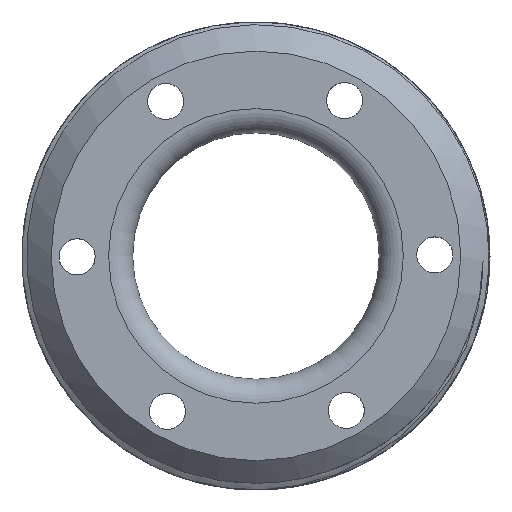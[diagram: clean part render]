
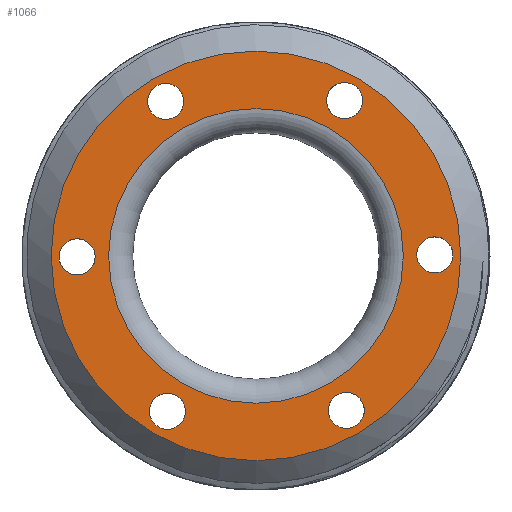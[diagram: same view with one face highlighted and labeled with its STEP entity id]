
A CAD part, top view. The second image highlights one B-rep face of the part: STEP entity #1066.
In plain terms, the highlighted planar face has unit normal (0, 0, 1).
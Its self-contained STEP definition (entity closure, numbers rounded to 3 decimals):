
#21=FACE_BOUND('',#146,.T.);
#22=FACE_BOUND('',#147,.T.);
#23=FACE_BOUND('',#148,.T.);
#24=FACE_BOUND('',#149,.T.);
#25=FACE_BOUND('',#150,.T.);
#26=FACE_BOUND('',#151,.T.);
#27=FACE_BOUND('',#152,.T.);
#35=PLANE('',#1186);
#90=FACE_OUTER_BOUND('',#145,.T.);
#145=EDGE_LOOP('',(#932));
#146=EDGE_LOOP('',(#933));
#147=EDGE_LOOP('',(#934));
#148=EDGE_LOOP('',(#935));
#149=EDGE_LOOP('',(#936));
#150=EDGE_LOOP('',(#937));
#151=EDGE_LOOP('',(#938));
#152=EDGE_LOOP('',(#939));
#195=CIRCLE('',#1158,3.);
#198=CIRCLE('',#1163,3.);
#199=CIRCLE('',#1165,3.);
#200=CIRCLE('',#1167,3.);
#201=CIRCLE('',#1169,3.);
#202=CIRCLE('',#1171,3.);
#203=CIRCLE('',#1173,34.058);
#210=CIRCLE('',#1184,24.5);
#448=VERTEX_POINT('',#3355);
#456=VERTEX_POINT('',#3471);
#457=VERTEX_POINT('',#3475);
#458=VERTEX_POINT('',#3479);
#459=VERTEX_POINT('',#3483);
#460=VERTEX_POINT('',#3487);
#461=VERTEX_POINT('',#3491);
#470=VERTEX_POINT('',#5004);
#593=EDGE_CURVE('',#448,#448,#195,.T.);
#609=EDGE_CURVE('',#456,#456,#198,.T.);
#611=EDGE_CURVE('',#457,#457,#199,.T.);
#613=EDGE_CURVE('',#458,#458,#200,.T.);
#615=EDGE_CURVE('',#459,#459,#201,.T.);
#617=EDGE_CURVE('',#460,#460,#202,.T.);
#618=EDGE_CURVE('',#461,#461,#203,.T.);
#636=EDGE_CURVE('',#470,#470,#210,.T.);
#932=ORIENTED_EDGE('',*,*,#618,.T.);
#933=ORIENTED_EDGE('',*,*,#593,.T.);
#934=ORIENTED_EDGE('',*,*,#609,.T.);
#935=ORIENTED_EDGE('',*,*,#611,.T.);
#936=ORIENTED_EDGE('',*,*,#613,.T.);
#937=ORIENTED_EDGE('',*,*,#615,.T.);
#938=ORIENTED_EDGE('',*,*,#617,.T.);
#939=ORIENTED_EDGE('',*,*,#636,.F.);
#1066=ADVANCED_FACE('',(#90,#21,#22,#23,#24,#25,#26,#27),#35,.T.);
#1158=AXIS2_PLACEMENT_3D('',#3357,#1363,#1364);
#1163=AXIS2_PLACEMENT_3D('',#3473,#1374,#1375);
#1165=AXIS2_PLACEMENT_3D('',#3477,#1379,#1380);
#1167=AXIS2_PLACEMENT_3D('',#3481,#1384,#1385);
#1169=AXIS2_PLACEMENT_3D('',#3485,#1389,#1390);
#1171=AXIS2_PLACEMENT_3D('',#3489,#1394,#1395);
#1173=AXIS2_PLACEMENT_3D('',#3492,#1398,#1399);
#1184=AXIS2_PLACEMENT_3D('',#5005,#1422,#1423);
#1186=AXIS2_PLACEMENT_3D('',#5007,#1426,#1427);
#1363=DIRECTION('center_axis',(0.,0.,-1.));
#1364=DIRECTION('ref_axis',(0.5,0.866,0.));
#1374=DIRECTION('center_axis',(0.,0.,-1.));
#1375=DIRECTION('ref_axis',(-0.5,0.866,0.));
#1379=DIRECTION('center_axis',(0.,0.,-1.));
#1380=DIRECTION('ref_axis',(-1.,0.,0.));
#1384=DIRECTION('center_axis',(0.,0.,-1.));
#1385=DIRECTION('ref_axis',(-0.5,-0.866,0.));
#1389=DIRECTION('center_axis',(0.,0.,-1.));
#1390=DIRECTION('ref_axis',(0.5,-0.866,0.));
#1394=DIRECTION('center_axis',(0.,0.,-1.));
#1395=DIRECTION('ref_axis',(1.,0.,0.));
#1398=DIRECTION('center_axis',(0.,0.,1.));
#1399=DIRECTION('ref_axis',(0.,1.,0.));
#1422=DIRECTION('center_axis',(0.,0.,1.));
#1423=DIRECTION('ref_axis',(1.,0.,0.));
#1426=DIRECTION('center_axis',(0.,0.,1.));
#1427=DIRECTION('ref_axis',(1.,0.,0.));
#3355=CARTESIAN_POINT('',(-16.233,-28.435,21.933));
#3357=CARTESIAN_POINT('Origin',(-14.733,-25.837,21.933));
#3471=CARTESIAN_POINT('',(16.509,-28.276,21.933));
#3473=CARTESIAN_POINT('Origin',(15.009,-25.678,21.933));
#3475=CARTESIAN_POINT('',(32.742,0.159,21.933));
#3477=CARTESIAN_POINT('Origin',(29.742,0.159,21.933));
#3479=CARTESIAN_POINT('',(16.233,28.435,21.933));
#3481=CARTESIAN_POINT('Origin',(14.733,25.837,21.933));
#3483=CARTESIAN_POINT('',(-16.509,28.276,21.933));
#3485=CARTESIAN_POINT('Origin',(-15.009,25.678,21.933));
#3487=CARTESIAN_POINT('',(-32.742,-0.159,21.933));
#3489=CARTESIAN_POINT('Origin',(-29.742,-0.159,21.933));
#3491=CARTESIAN_POINT('',(0.,-34.058,21.933));
#3492=CARTESIAN_POINT('Origin',(0.,0.,21.933));
#5004=CARTESIAN_POINT('',(24.5,0.,21.933));
#5005=CARTESIAN_POINT('Origin',(0.,0.,21.933));
#5007=CARTESIAN_POINT('Origin',(-39.,0.,21.933));
